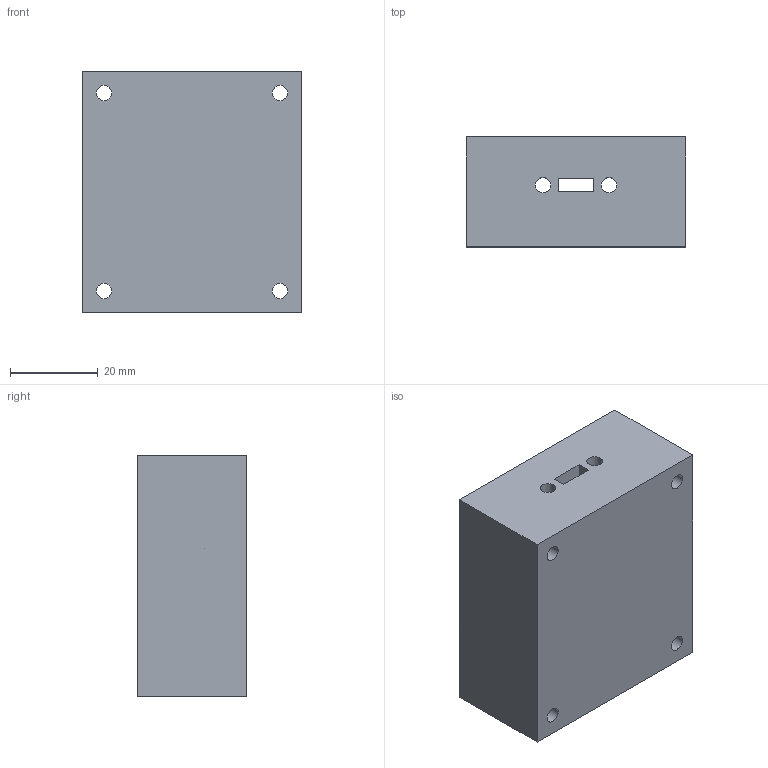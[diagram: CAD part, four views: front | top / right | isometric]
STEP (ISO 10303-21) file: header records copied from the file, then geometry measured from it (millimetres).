
FILE_DESCRIPTION (( 'STEP AP203' ), '1' );
FILE_NAME ('Belt_tensioner-Base.STEP', '2016-06-02T16:43:07', ( '' ), ( '' ), 'SwSTEP 2.0', 'SolidWorks 2015', '' );
FILE_SCHEMA (( 'CONFIG_CONTROL_DESIGN' ));
Length unit declared in the file: millimetre
Products named in the file (1): Belt_tensioner-Base
Bounding box: 50 x 25 x 55 mm (x, y, z)
Volume: 42774.2 mm3; surface area: 14190 mm2
Topology: 1 solids, 1 shells, 48 faces, 132 edges, 88 vertices
Faces by surface type: plane 36, cylinder 12
Entity records: 1625 total; most frequent: CARTESIAN_POINT 269, ORIENTED_EDGE 264, DIRECTION 254, EDGE_CURVE 132, VECTOR 108, LINE 108, VERTEX_POINT 88, AXIS2_PLACEMENT_3D 73
